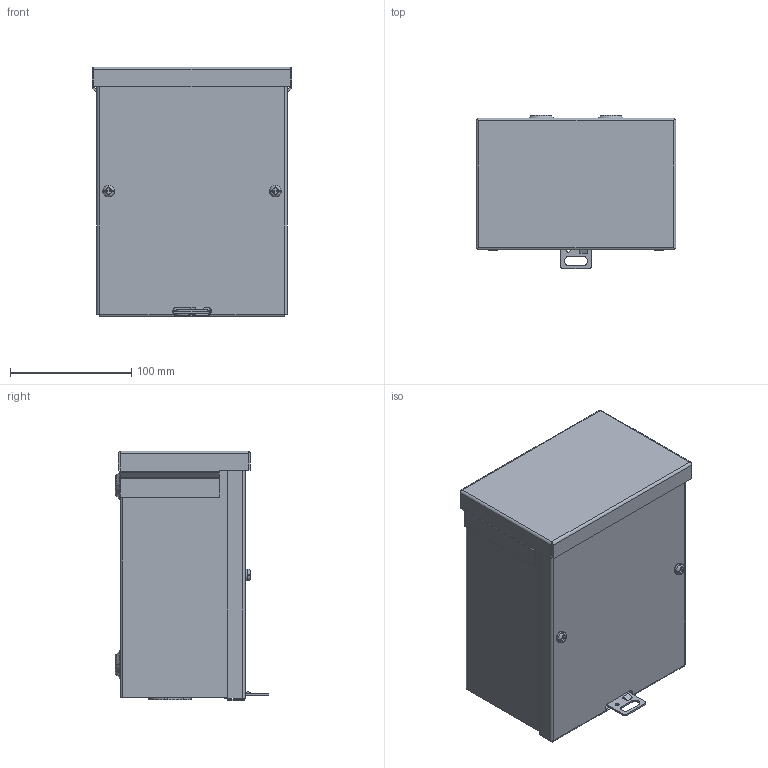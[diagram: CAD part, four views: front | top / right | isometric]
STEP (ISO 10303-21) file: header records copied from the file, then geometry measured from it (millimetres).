
FILE_DESCRIPTION (( 'STEP AP203' ), '1' );
FILE_NAME ('C3R864SC_Default.step', '2019-11-12T22:05:18', ( '' ), ( '' ), 'SwSTEP 2.0', 'SolidWorks 2019', '' );
FILE_SCHEMA (( 'CONFIG_CONTROL_DESIGN' ));
Length unit declared in the file: inch
Products named in the file (1): C3R864SC_Default
Bounding box: 164.82 x 126.42 x 206.25 mm (x, y, z)
Volume: 242727.2 mm3; surface area: 339218.7 mm2
Topology: 9 solids, 9 shells, 353 faces, 871 edges, 545 vertices
Faces by surface type: plane 182, cylinder 97, bspline 48, cone 26
Entity records: 12998 total; most frequent: CARTESIAN_POINT 4728, ORIENTED_EDGE 1738, DIRECTION 1665, EDGE_CURVE 869, AXIS2_PLACEMENT_3D 586, VERTEX_POINT 545, LINE 493, VECTOR 493
